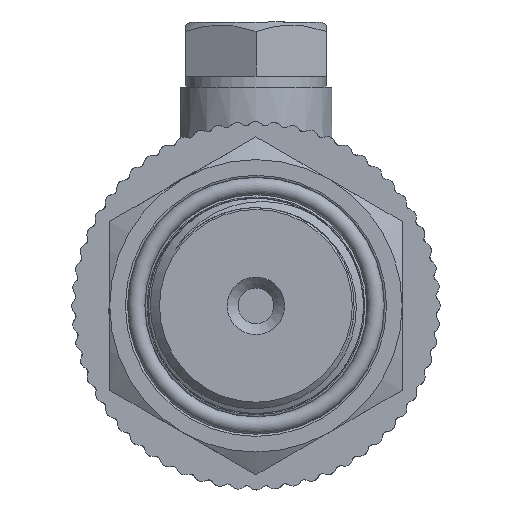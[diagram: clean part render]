
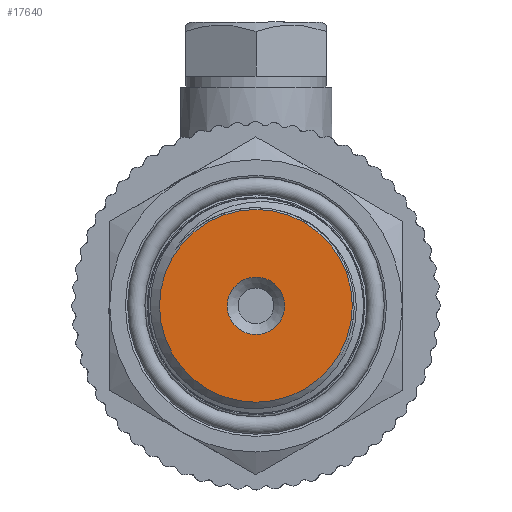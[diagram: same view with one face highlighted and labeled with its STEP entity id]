
A CAD part, left-side view. The second image highlights one B-rep face of the part: STEP entity #17640.
In plain terms, the highlighted face is planar.
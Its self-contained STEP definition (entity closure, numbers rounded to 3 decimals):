
#218=FACE_BOUND('',#2871,.T.);
#842=PLANE('',#18804);
#1834=FACE_OUTER_BOUND('',#2870,.T.);
#2870=EDGE_LOOP('',(#16236));
#2871=EDGE_LOOP('',(#16237));
#3426=CIRCLE('',#18777,8.9);
#3438=CIRCLE('',#18805,2.65);
#8164=VERTEX_POINT('',#53274);
#8185=VERTEX_POINT('',#55671);
#10840=EDGE_CURVE('',#8164,#8164,#3426,.T.);
#10884=EDGE_CURVE('',#8185,#8185,#3438,.T.);
#16236=ORIENTED_EDGE('',*,*,#10840,.T.);
#16237=ORIENTED_EDGE('',*,*,#10884,.F.);
#17640=ADVANCED_FACE('',(#1834,#218),#842,.T.);
#18777=AXIS2_PLACEMENT_3D('',#53276,#21793,#21794);
#18804=AXIS2_PLACEMENT_3D('',#55670,#21852,#21853);
#18805=AXIS2_PLACEMENT_3D('',#55672,#21854,#21855);
#21793=DIRECTION('center_axis',(1.,0.,0.));
#21794=DIRECTION('ref_axis',(0.,1.,0.));
#21852=DIRECTION('center_axis',(1.,0.,0.));
#21853=DIRECTION('ref_axis',(0.,0.,-1.));
#21854=DIRECTION('center_axis',(1.,0.,0.));
#21855=DIRECTION('ref_axis',(0.,0.,-1.));
#53274=CARTESIAN_POINT('',(0.,-8.9,0.));
#53276=CARTESIAN_POINT('Origin',(0.,0.,0.));
#55670=CARTESIAN_POINT('Origin',(0.,2.65,0.));
#55671=CARTESIAN_POINT('',(0.,-2.65,0.));
#55672=CARTESIAN_POINT('Origin',(0.,0.,
0.));
